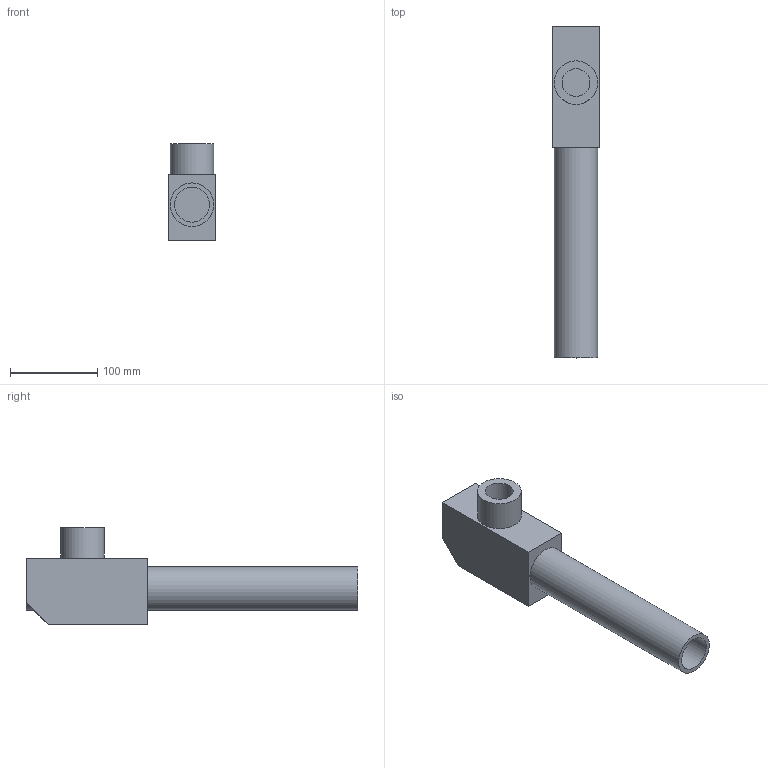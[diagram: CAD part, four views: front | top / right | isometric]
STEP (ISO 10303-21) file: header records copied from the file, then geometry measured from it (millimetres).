
FILE_DESCRIPTION(('FreeCAD Model'),'2;1');
FILE_NAME('Open CASCADE Shape Model','2024-02-24T15:27:24',('Author'),( ''),'Open CASCADE STEP processor 7.5','FreeCAD','Unknown');
FILE_SCHEMA(('AUTOMOTIVE_DESIGN { 1 0 10303 214 1 1 1 1 }'));
Length unit declared in the file: millimetre
Products named in the file (1): EntirePST
Bounding box: 53.98 x 381 x 111.2 mm (x, y, z)
Volume: 768602.3 mm3; surface area: 121161.7 mm2
Topology: 1 solids, 1 shells, 25 faces, 45 edges, 28 vertices
Faces by surface type: plane 17, cylinder 8
Full cylindrical faces by diameter (mm): 6.35 x2, 31.85 x1, 40 x1, 50 x2
Entity records: 633 total; most frequent: DIRECTION 117, CARTESIAN_POINT 99, ORIENTED_EDGE 90, AXIS2_PLACEMENT_3D 46, EDGE_CURVE 45, FACE_BOUND 31, EDGE_LOOP 31, VERTEX_POINT 28
